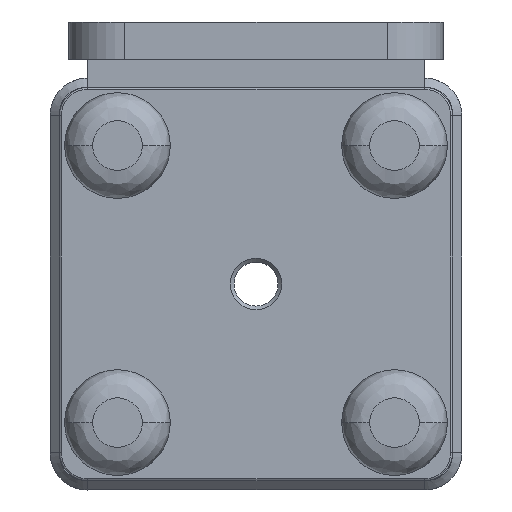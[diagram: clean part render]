
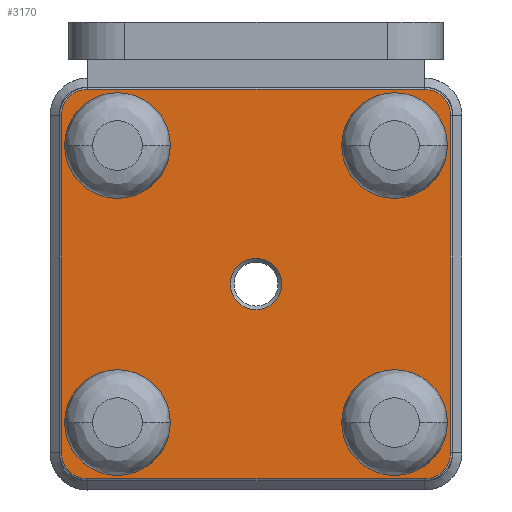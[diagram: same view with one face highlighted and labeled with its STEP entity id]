
A CAD part, left-side view. The second image highlights one B-rep face of the part: STEP entity #3170.
In plain terms, the highlighted face is planar.
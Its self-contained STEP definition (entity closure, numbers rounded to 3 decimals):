
#342=LINE('',#5402,#567);
#344=LINE('',#5414,#569);
#346=LINE('',#5423,#571);
#355=LINE('',#5489,#580);
#567=VECTOR('',#4363,1000.);
#569=VECTOR('',#4377,1000.);
#571=VECTOR('',#4385,1000.);
#580=VECTOR('',#4468,1000.);
#664=PLANE('',#3538);
#1468=ORIENTED_EDGE('',*,*,#1923,.F.);
#1469=ORIENTED_EDGE('',*,*,#1921,.F.);
#1470=ORIENTED_EDGE('',*,*,#1925,.F.);
#1471=ORIENTED_EDGE('',*,*,#1927,.F.);
#1472=ORIENTED_EDGE('',*,*,#1943,.F.);
#1473=ORIENTED_EDGE('',*,*,#1910,.T.);
#1474=ORIENTED_EDGE('',*,*,#1944,.F.);
#1475=ORIENTED_EDGE('',*,*,#1914,.T.);
#1476=ORIENTED_EDGE('',*,*,#1945,.F.);
#1477=ORIENTED_EDGE('',*,*,#1946,.T.);
#1478=ORIENTED_EDGE('',*,*,#1936,.F.);
#1479=ORIENTED_EDGE('',*,*,#1904,.T.);
#1480=ORIENTED_EDGE('',*,*,#1897,.F.);
#1897=EDGE_CURVE('',#2194,#2193,#2341,.T.);
#1904=EDGE_CURVE('',#2199,#2193,#342,.T.);
#1910=EDGE_CURVE('',#2194,#2203,#344,.T.);
#1914=EDGE_CURVE('',#2204,#2207,#346,.T.);
#1921=EDGE_CURVE('',#2212,#2212,#2353,.T.);
#1923=EDGE_CURVE('',#2214,#2214,#2355,.T.);
#1925=EDGE_CURVE('',#2216,#2216,#2357,.T.);
#1927=EDGE_CURVE('',#2218,#2218,#2359,.T.);
#1936=EDGE_CURVE('',#2199,#2223,#2366,.T.);
#1943=EDGE_CURVE('',#2226,#2226,#2371,.T.);
#1944=EDGE_CURVE('',#2204,#2203,#2372,.T.);
#1945=EDGE_CURVE('',#2227,#2207,#2373,.T.);
#1946=EDGE_CURVE('',#2227,#2223,#355,.T.);
#2193=VERTEX_POINT('',#5385);
#2194=VERTEX_POINT('',#5387);
#2199=VERTEX_POINT('',#5400);
#2203=VERTEX_POINT('',#5413);
#2204=VERTEX_POINT('',#5417);
#2207=VERTEX_POINT('',#5422);
#2212=VERTEX_POINT('',#5438);
#2214=VERTEX_POINT('',#5443);
#2216=VERTEX_POINT('',#5448);
#2218=VERTEX_POINT('',#5453);
#2223=VERTEX_POINT('',#5469);
#2226=VERTEX_POINT('',#5485);
#2227=VERTEX_POINT('',#5488);
#2341=CIRCLE('',#3490,1.4);
#2353=CIRCLE('',#3510,1.5);
#2355=CIRCLE('',#3513,1.5);
#2357=CIRCLE('',#3516,1.5);
#2359=CIRCLE('',#3519,1.5);
#2366=CIRCLE('',#3529,1.4);
#2371=CIRCLE('',#3539,1.375);
#2372=CIRCLE('',#3540,1.4);
#2373=CIRCLE('',#3541,1.4);
#2620=EDGE_LOOP('',(#1468));
#2621=EDGE_LOOP('',(#1469));
#2622=EDGE_LOOP('',(#1470));
#2623=EDGE_LOOP('',(#1471));
#2624=EDGE_LOOP('',(#1472));
#2625=EDGE_LOOP('',(#1473,#1474,#1475,#1476,#1477,#1478,#1479,#1480));
#2889=FACE_BOUND('',#2620,.T.);
#2890=FACE_BOUND('',#2621,.T.);
#2891=FACE_BOUND('',#2622,.T.);
#2892=FACE_BOUND('',#2623,.T.);
#2893=FACE_BOUND('',#2624,.T.);
#2894=FACE_BOUND('',#2625,.T.);
#3170=ADVANCED_FACE('',(#2889,#2890,#2891,#2892,#2893,#2894),#664,.T.);
#3490=AXIS2_PLACEMENT_3D('',#5388,#4348,#4349);
#3510=AXIS2_PLACEMENT_3D('',#5437,#4400,#4401);
#3513=AXIS2_PLACEMENT_3D('',#5442,#4406,#4407);
#3516=AXIS2_PLACEMENT_3D('',#5447,#4412,#4413);
#3519=AXIS2_PLACEMENT_3D('',#5452,#4418,#4419);
#3529=AXIS2_PLACEMENT_3D('',#5470,#4440,#4441);
#3538=AXIS2_PLACEMENT_3D('',#5483,#4460,#4461);
#3539=AXIS2_PLACEMENT_3D('',#5484,#4462,#4463);
#3540=AXIS2_PLACEMENT_3D('',#5486,#4464,#4465);
#3541=AXIS2_PLACEMENT_3D('',#5487,#4466,#4467);
#4348=DIRECTION('',(-1.,0.,0.));
#4349=DIRECTION('',(0.,0.,1.));
#4363=DIRECTION('',(0.,0.,1.));
#4377=DIRECTION('',(0.,-1.,0.));
#4385=DIRECTION('',(0.,0.,-1.));
#4400=DIRECTION('',(1.,0.,0.));
#4401=DIRECTION('',(0.,0.,1.));
#4406=DIRECTION('',(1.,0.,0.));
#4407=DIRECTION('',(0.,0.,1.));
#4412=DIRECTION('',(1.,0.,0.));
#4413=DIRECTION('',(0.,0.,-1.));
#4418=DIRECTION('',(1.,0.,0.));
#4419=DIRECTION('',(0.,0.,-1.));
#4440=DIRECTION('',(-1.,0.,0.));
#4441=DIRECTION('',(0.,1.,0.));
#4460=DIRECTION('',(1.,0.,0.));
#4461=DIRECTION('',(0.,1.,0.));
#4462=DIRECTION('',(1.,0.,0.));
#4463=DIRECTION('',(0.,0.,-1.));
#4464=DIRECTION('',(-1.,0.,0.));
#4465=DIRECTION('',(0.,-1.,0.));
#4466=DIRECTION('',(-1.,0.,0.));
#4467=DIRECTION('',(0.,0.,-1.));
#4468=DIRECTION('',(0.,1.,0.));
#5385=CARTESIAN_POINT('',(1.5,10.4,9.));
#5387=CARTESIAN_POINT('',(1.5,9.,10.4));
#5388=CARTESIAN_POINT('',(1.5,9.,9.));
#5400=CARTESIAN_POINT('',(1.5,10.4,-9.));
#5402=CARTESIAN_POINT('',(1.5,10.4,-9.));
#5413=CARTESIAN_POINT('',(1.5,-9.,10.4));
#5414=CARTESIAN_POINT('',(1.5,9.,10.4));
#5417=CARTESIAN_POINT('',(1.5,-10.4,9.));
#5422=CARTESIAN_POINT('',(1.5,-10.4,-9.));
#5423=CARTESIAN_POINT('',(1.5,-10.4,9.));
#5437=CARTESIAN_POINT('',(1.5,7.4,7.4));
#5438=CARTESIAN_POINT('',(1.5,7.4,8.9));
#5442=CARTESIAN_POINT('',(1.5,7.4,-7.4));
#5443=CARTESIAN_POINT('',(1.5,7.4,-5.9));
#5447=CARTESIAN_POINT('',(1.5,-7.4,-7.4));
#5448=CARTESIAN_POINT('',(1.5,-7.4,-8.9));
#5452=CARTESIAN_POINT('',(1.5,-7.4,7.4));
#5453=CARTESIAN_POINT('',(1.5,-7.4,5.9));
#5469=CARTESIAN_POINT('',(1.5,9.,-10.4));
#5470=CARTESIAN_POINT('',(1.5,9.,-9.));
#5483=CARTESIAN_POINT('',(1.5,0.,0.));
#5484=CARTESIAN_POINT('',(1.5,0.,0.));
#5485=CARTESIAN_POINT('',(1.5,0.,-1.375));
#5486=CARTESIAN_POINT('',(1.5,-9.,9.));
#5487=CARTESIAN_POINT('',(1.5,-9.,-9.));
#5488=CARTESIAN_POINT('',(1.5,-9.,-10.4));
#5489=CARTESIAN_POINT('',(1.5,-9.,-10.4));
